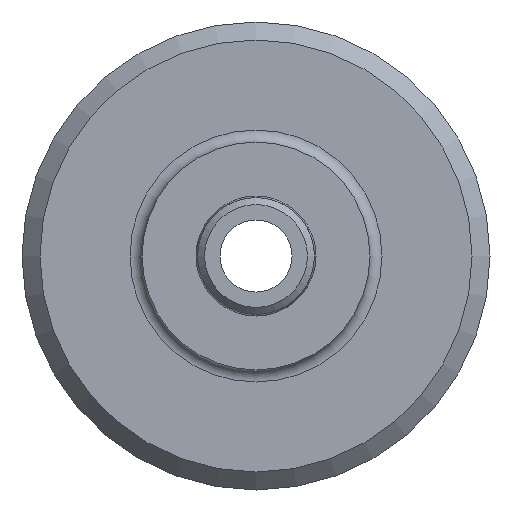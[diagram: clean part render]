
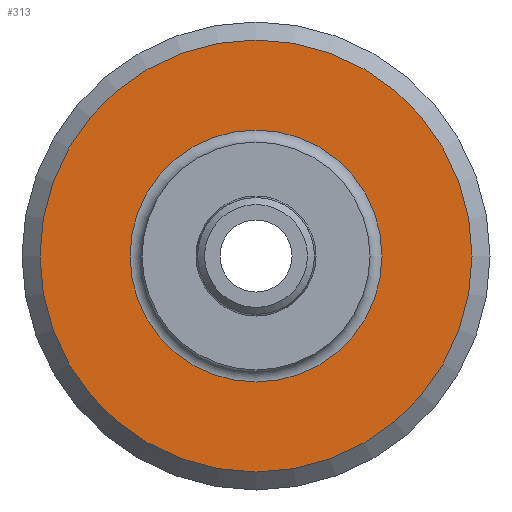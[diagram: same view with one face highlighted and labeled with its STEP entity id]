
A CAD part, front view. The second image highlights one B-rep face of the part: STEP entity #313.
In plain terms, the highlighted planar face has unit normal (0, -1, 0).
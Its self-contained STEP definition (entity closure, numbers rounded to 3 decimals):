
#71=ORIENTED_EDGE('',*,*,#114,.T.);
#72=ORIENTED_EDGE('',*,*,#113,.F.);
#113=EDGE_CURVE('',#140,#140,#169,.T.);
#114=EDGE_CURVE('',#141,#141,#170,.T.);
#140=VERTEX_POINT('',#552);
#141=VERTEX_POINT('',#555);
#169=CIRCLE('',#369,10.5);
#170=CIRCLE('',#371,18.);
#208=EDGE_LOOP('',(#71));
#209=EDGE_LOOP('',(#72));
#262=FACE_BOUND('',#208,.T.);
#263=FACE_BOUND('',#209,.T.);
#297=PLANE('',#370);
#313=ADVANCED_FACE('',(#262,#263),#297,.T.);
#369=AXIS2_PLACEMENT_3D('',#551,#453,#454);
#370=AXIS2_PLACEMENT_3D('',#553,#455,#456);
#371=AXIS2_PLACEMENT_3D('',#554,#457,#458);
#453=DIRECTION('',(0.,-1.,0.));
#454=DIRECTION('',(0.,0.,-1.));
#455=DIRECTION('',(0.,-1.,0.));
#456=DIRECTION('',(0.,0.,-1.));
#457=DIRECTION('',(0.,-1.,0.));
#458=DIRECTION('',(0.,0.,-1.));
#551=CARTESIAN_POINT('',(0.,18.7,0.));
#552=CARTESIAN_POINT('',(0.,18.7,-10.5));
#553=CARTESIAN_POINT('',(10.5,18.7,0.));
#554=CARTESIAN_POINT('',(0.,18.7,0.));
#555=CARTESIAN_POINT('',(0.,18.7,-18.));
